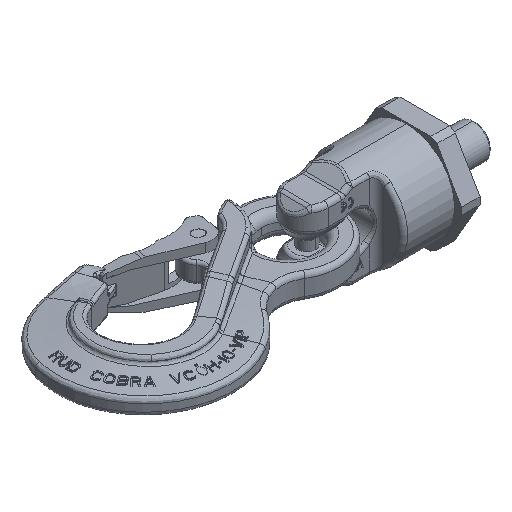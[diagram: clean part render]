
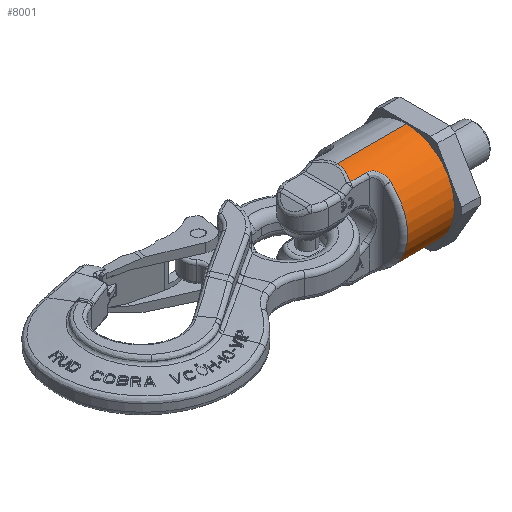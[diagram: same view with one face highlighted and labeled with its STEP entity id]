
A CAD part, isometric view. The second image highlights one B-rep face of the part: STEP entity #8001.
In plain terms, the highlighted cylindrical face has radius 34 mm (diameter 68 mm), a partial arc.
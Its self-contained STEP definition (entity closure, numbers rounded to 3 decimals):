
#646=DIRECTION('',(1.,0.,0.));
#647=VECTOR('',#646,48.696);
#648=CARTESIAN_POINT('',(36.304,0.,
-34.));
#649=LINE('',#648,#647);
#1095=CARTESIAN_POINT('',(85.,0.,0.));
#1096=DIRECTION('',(1.,0.,0.));
#1097=DIRECTION('',(0.,0.,1.));
#1098=AXIS2_PLACEMENT_3D('',#1095,#1096,#1097);
#1100=CARTESIAN_POINT('',(32.118,-13.161,
-31.349));
#1101=CARTESIAN_POINT('',(32.619,-12.405,
-31.667));
#1102=CARTESIAN_POINT('',(33.516,-10.898,
-32.235));
#1103=CARTESIAN_POINT('',(34.559,-8.696,
-32.895));
#1104=CARTESIAN_POINT('',(35.343,-6.527,
-33.391));
#1105=CARTESIAN_POINT('',(35.893,-4.386,
-33.74));
#1106=CARTESIAN_POINT('',(36.231,-2.186,
-33.954));
#1107=CARTESIAN_POINT('',(36.304,-0.728,
-34.));
#1108=CARTESIAN_POINT('',(36.304,0.,
-34.));
#1110=DIRECTION('',(-1.,0.,0.));
#1111=VECTOR('',#1110,11.882);
#1112=CARTESIAN_POINT('',(44.,-13.161,
-31.349));
#1113=LINE('',#1112,#1111);
#1114=CARTESIAN_POINT('',(52.,-21.935,-25.978));
#1115=CARTESIAN_POINT('',(52.,-21.692,
-26.183));
#1116=CARTESIAN_POINT('',(51.981,-21.215,
-26.574));
#1117=CARTESIAN_POINT('',(51.906,-20.543,
-27.096));
#1118=CARTESIAN_POINT('',(51.789,-19.898,
-27.573));
#1119=CARTESIAN_POINT('',(51.629,-19.269,
-28.016));
#1120=CARTESIAN_POINT('',(51.423,-18.642,
-28.437));
#1121=CARTESIAN_POINT('',(51.164,-18.007,
-28.843));
#1122=CARTESIAN_POINT('',(50.834,-17.355,
-29.24));
#1123=CARTESIAN_POINT('',(50.495,-16.799,
-29.562));
#1124=CARTESIAN_POINT('',(50.112,-16.259,
-29.863));
#1125=CARTESIAN_POINT('',(49.645,-15.703,
-30.158));
#1126=CARTESIAN_POINT('',(49.159,-15.217,
-30.406));
#1127=CARTESIAN_POINT('',(48.644,-14.779,
-30.621));
#1128=CARTESIAN_POINT('',(48.088,-14.381,
-30.81));
#1129=CARTESIAN_POINT('',(47.496,-14.032,
-30.97));
#1130=CARTESIAN_POINT('',(46.875,-13.736,
-31.102));
#1131=CARTESIAN_POINT('',(46.221,-13.495,
-31.208));
#1132=CARTESIAN_POINT('',(45.528,-13.311,
-31.286));
#1133=CARTESIAN_POINT('',(44.793,-13.191,
-31.337));
#1134=CARTESIAN_POINT('',(44.27,-13.161,
-31.349));
#1135=CARTESIAN_POINT('',(44.,-13.161,
-31.349));
#1137=CARTESIAN_POINT('',(52.,0.,0.));
#1138=DIRECTION('',(1.,0.,0.));
#1139=DIRECTION('',(0.,-0.645,0.764));
#1140=AXIS2_PLACEMENT_3D('',#1137,#1138,#1139);
#1142=CARTESIAN_POINT('',(44.,-13.161,31.349));
#1143=CARTESIAN_POINT('',(44.273,-13.161,31.349));
#1144=CARTESIAN_POINT('',(44.802,-13.192,31.337));
#1145=CARTESIAN_POINT('',(45.542,-13.313,31.285));
#1146=CARTESIAN_POINT('',(46.239,-13.5,31.205));
#1147=CARTESIAN_POINT('',(46.897,-13.745,31.098));
#1148=CARTESIAN_POINT('',(47.523,-14.046,30.964));
#1149=CARTESIAN_POINT('',(48.12,-14.402,30.8));
#1150=CARTESIAN_POINT('',(48.678,-14.805,30.608));
#1151=CARTESIAN_POINT('',(49.187,-15.243,30.393));
#1152=CARTESIAN_POINT('',(49.664,-15.725,30.147));
#1153=CARTESIAN_POINT('',(50.122,-16.272,29.855));
#1154=CARTESIAN_POINT('',(50.501,-16.808,29.557));
#1155=CARTESIAN_POINT('',(50.844,-17.373,29.229));
#1156=CARTESIAN_POINT('',(51.171,-18.022,28.834));
#1157=CARTESIAN_POINT('',(51.43,-18.659,28.426));
#1158=CARTESIAN_POINT('',(51.635,-19.289,28.002));
#1159=CARTESIAN_POINT('',(51.793,-19.918,27.559));
#1160=CARTESIAN_POINT('',(51.908,-20.559,27.084));
#1161=CARTESIAN_POINT('',(51.982,-21.223,26.567));
#1162=CARTESIAN_POINT('',(52.,-21.695,26.181));
#1163=CARTESIAN_POINT('',(52.,-21.935,25.978));
#1165=DIRECTION('',(1.,0.,0.));
#1166=VECTOR('',#1165,11.882);
#1167=CARTESIAN_POINT('',(32.118,-13.161,31.349));
#1168=LINE('',#1167,#1166);
#1169=CARTESIAN_POINT('',(36.304,0.,
34.));
#1170=CARTESIAN_POINT('',(36.304,-0.676,
34.));
#1171=CARTESIAN_POINT('',(36.24,-2.046,33.96));
#1172=CARTESIAN_POINT('',(35.939,-4.143,33.769));
#1173=CARTESIAN_POINT('',(35.416,-6.288,33.438));
#1174=CARTESIAN_POINT('',(34.644,-8.498,32.949));
#1175=CARTESIAN_POINT('',(33.563,-10.819,32.264));
#1176=CARTESIAN_POINT('',(32.636,-12.379,31.678));
#1177=CARTESIAN_POINT('',(32.118,-13.161,31.349));
#1179=DIRECTION('',(1.,0.,0.));
#1180=VECTOR('',#1179,48.696);
#1181=CARTESIAN_POINT('',(36.304,0.,
34.));
#1182=LINE('',#1181,#1180);
#5653=CARTESIAN_POINT('',(36.304,0.,34.));
#5655=VERTEX_POINT('',#5653);
#5657=CARTESIAN_POINT('',(36.304,0.,
-34.));
#5659=VERTEX_POINT('',#5657);
#5663=VERTEX_POINT('',#1142);
#5664=VERTEX_POINT('',#1163);
#5665=CARTESIAN_POINT('',(32.118,-13.161,31.349));
#5666=VERTEX_POINT('',#5665);
#5689=VERTEX_POINT('',#1114);
#5690=VERTEX_POINT('',#1135);
#5695=CARTESIAN_POINT('',(32.118,-13.161,
-31.349));
#5696=VERTEX_POINT('',#5695);
#6824=CARTESIAN_POINT('',(85.,0.,-34.));
#6825=CARTESIAN_POINT('',(85.,0.,34.));
#6826=VERTEX_POINT('',#6824);
#6827=VERTEX_POINT('',#6825);
#7976=CARTESIAN_POINT('',(0.,0.,0.));
#7977=DIRECTION('',(1.,0.,0.));
#7978=DIRECTION('',(0.,0.,-1.));
#7979=AXIS2_PLACEMENT_3D('',#7976,#7977,#7978);
#7980=CYLINDRICAL_SURFACE('',#7979,34.);
#7982=ORIENTED_EDGE('',*,*,#7981,.T.);
#7983=ORIENTED_EDGE('',*,*,#6851,.F.);
#7985=ORIENTED_EDGE('',*,*,#7984,.F.);
#7987=ORIENTED_EDGE('',*,*,#7986,.F.);
#7989=ORIENTED_EDGE('',*,*,#7988,.F.);
#7991=ORIENTED_EDGE('',*,*,#7990,.F.);
#7993=ORIENTED_EDGE('',*,*,#7992,.F.);
#7995=ORIENTED_EDGE('',*,*,#7994,.F.);
#7997=ORIENTED_EDGE('',*,*,#7996,.F.);
#7998=ORIENTED_EDGE('',*,*,#6835,.T.);
#7999=EDGE_LOOP('',(#7982,#7983,#7985,#7987,#7989,#7991,#7993,#7995,#7997,
#7998));
#8000=FACE_OUTER_BOUND('',#7999,.F.);
#8001=ADVANCED_FACE('',(#8000),#7980,.T.);
#1099=CIRCLE('',#1098,34.);
#1109=B_SPLINE_CURVE_WITH_KNOTS('',3,(#1100,#1101,#1102,#1103,#1104,#1105,#1106,
#1107,#1108),.UNSPECIFIED.,.F.,.F.,(4,1,1,1,1,1,4),(0.,0.167,
0.333,0.5,0.667,0.833,1.),
.UNSPECIFIED.);
#1136=B_SPLINE_CURVE_WITH_KNOTS('',3,(#1114,#1115,#1116,#1117,#1118,#1119,#1120,
#1121,#1122,#1123,#1124,#1125,#1126,#1127,#1128,#1129,#1130,#1131,#1132,#1133,
#1134,#1135),.UNSPECIFIED.,.F.,.F.,(4,1,1,1,1,1,1,1,1,1,1,1,1,1,1,1,1,1,1,4),(
0.,0.053,0.105,0.158,0.211,
0.263,0.316,0.368,0.421,
0.474,0.526,0.579,0.632,
0.684,0.737,0.789,0.842,
0.895,0.947,1.),.UNSPECIFIED.);
#1141=CIRCLE('',#1140,34.);
#1164=B_SPLINE_CURVE_WITH_KNOTS('',3,(#1142,#1143,#1144,#1145,#1146,#1147,#1148,
#1149,#1150,#1151,#1152,#1153,#1154,#1155,#1156,#1157,#1158,#1159,#1160,#1161,
#1162,#1163),.UNSPECIFIED.,.F.,.F.,(4,1,1,1,1,1,1,1,1,1,1,1,1,1,1,1,1,1,1,4),(
0.,0.053,0.105,0.158,0.211,
0.263,0.316,0.368,0.421,
0.474,0.526,0.579,0.632,
0.684,0.737,0.789,0.842,
0.895,0.947,1.),.UNSPECIFIED.);
#1178=B_SPLINE_CURVE_WITH_KNOTS('',3,(#1169,#1170,#1171,#1172,#1173,#1174,#1175,
#1176,#1177),.UNSPECIFIED.,.F.,.F.,(4,1,1,1,1,1,4),(0.,0.167,
0.333,0.5,0.667,0.833,1.),
.UNSPECIFIED.);
#6835=EDGE_CURVE('',#5655,#6827,#1182,.T.);
#6851=EDGE_CURVE('',#5659,#6826,#649,.T.);
#7981=EDGE_CURVE('',#6827,#6826,#1099,.T.);
#7984=EDGE_CURVE('',#5696,#5659,#1109,.T.);
#7986=EDGE_CURVE('',#5690,#5696,#1113,.T.);
#7988=EDGE_CURVE('',#5689,#5690,#1136,.T.);
#7990=EDGE_CURVE('',#5664,#5689,#1141,.T.);
#7992=EDGE_CURVE('',#5663,#5664,#1164,.T.);
#7994=EDGE_CURVE('',#5666,#5663,#1168,.T.);
#7996=EDGE_CURVE('',#5655,#5666,#1178,.T.);
